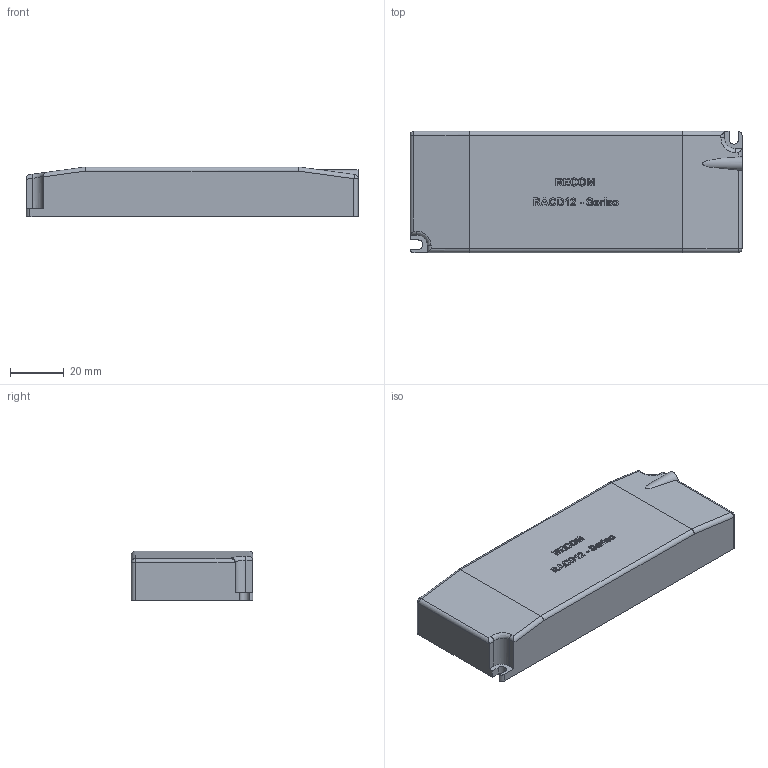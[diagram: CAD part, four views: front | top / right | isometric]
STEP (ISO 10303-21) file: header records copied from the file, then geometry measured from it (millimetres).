
FILE_DESCRIPTION( ( 'Unknown' ), '1' );
FILE_NAME( 'RACD12.stp', 'Unknown', ( 'Unknown' ), ( 'Unknown' ), 'XStep 1.0', 'Unknown', ' ' );
FILE_SCHEMA( ( 'automotive_design' ) );
Length unit declared in the file: millimetre
Products named in the file (1): 1
Bounding box: 123 x 45 x 18.5 mm (x, y, z)
Volume: 98133.9 mm3; surface area: 16782.7 mm2
Topology: 1 solids, 1 shells, 200 faces, 494 edges, 324 vertices
Faces by surface type: plane 139, extrusion 33, cylinder 24, sphere 2, bspline 2
Full cylindrical faces by diameter (mm): 1 x1, 4 x1
Entity records: 9307 total; most frequent: CARTESIAN_POINT 3408, ORIENTED_EDGE 980, DIRECTION 655, EDGE_CURVE 490, VERTEX_POINT 324, B_SPLINE_CURVE_WITH_KNOTS 277, VECTOR 235, EDGE_LOOP 232
